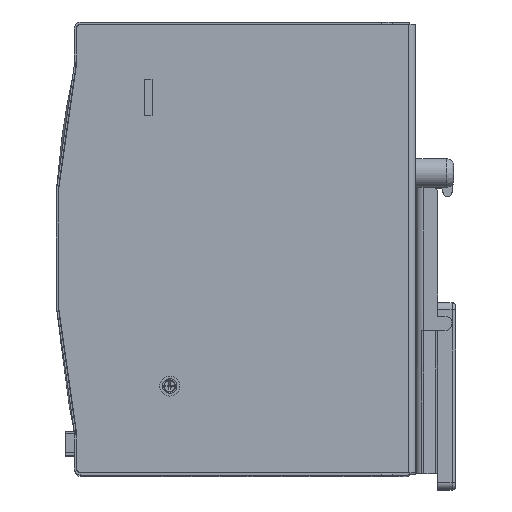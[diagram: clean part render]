
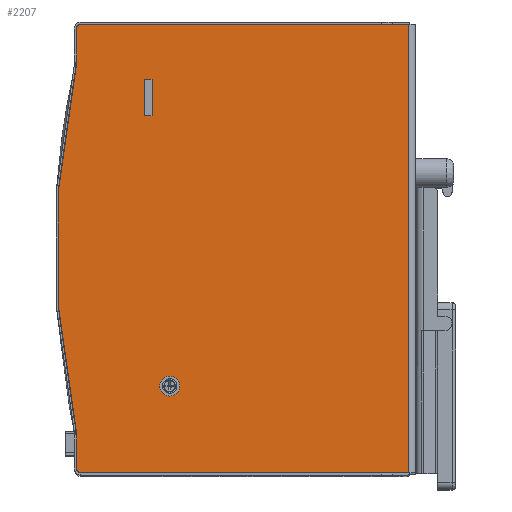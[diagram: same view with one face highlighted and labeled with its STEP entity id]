
A CAD part, top view. The second image highlights one B-rep face of the part: STEP entity #2207.
In plain terms, the highlighted planar face has unit normal (0, 0, 1).
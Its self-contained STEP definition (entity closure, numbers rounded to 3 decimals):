
#1120=CARTESIAN_POINT('',(-40.368,-1.894,227.));
#1121=VERTEX_POINT('',#1120);
#1122=CARTESIAN_POINT('',(-43.118,-1.894,227.));
#1123=DIRECTION('',(0.0,0.0,-1.0));
#1124=DIRECTION('',(1.0,0.0,0.0));
#1125=AXIS2_PLACEMENT_3D('',#1122,#1123,#1124);
#1126=CIRCLE('',#1125,2.75);
#1127=EDGE_CURVE('',#1121,#1121,#1126,.T.);
#1679=CARTESIAN_POINT('',(-50.018,72.856,227.));
#1680=VERTEX_POINT('',#1679);
#1681=CARTESIAN_POINT('',(-50.018,82.856,227.));
#1682=VERTEX_POINT('',#1681);
#1683=CARTESIAN_POINT('',(-50.018,72.856,227.));
#1684=DIRECTION('',(0.0,1.0,0.0));
#1685=VECTOR('',#1684,10.0);
#1686=LINE('',#1683,#1685);
#1687=EDGE_CURVE('',#1680,#1682,#1686,.T.);
#1750=CARTESIAN_POINT('',(-48.018,82.856,227.));
#1751=VERTEX_POINT('',#1750);
#1752=CARTESIAN_POINT('',(-50.018,82.856,227.));
#1753=DIRECTION('',(1.0,0.0,0.0));
#1754=VECTOR('',#1753,2.);
#1755=LINE('',#1752,#1754);
#1756=EDGE_CURVE('',#1682,#1751,#1755,.T.);
#1834=CARTESIAN_POINT('',(-48.018,72.856,227.));
#1835=VERTEX_POINT('',#1834);
#1836=CARTESIAN_POINT('',(-48.018,82.856,227.));
#1837=DIRECTION('',(0.0,-1.0,0.0));
#1838=VECTOR('',#1837,10.0);
#1839=LINE('',#1836,#1838);
#1840=EDGE_CURVE('',#1751,#1835,#1839,.T.);
#1865=CARTESIAN_POINT('',(-48.018,72.856,227.));
#1866=DIRECTION('',(-1.0,0.0,0.0));
#1867=VECTOR('',#1866,2.);
#1868=LINE('',#1865,#1867);
#1869=EDGE_CURVE('',#1835,#1680,#1868,.T.);
#2031=CARTESIAN_POINT('',(22.882,-25.894,227.));
#2032=VERTEX_POINT('',#2031);
#2040=CARTESIAN_POINT('',(-67.618,-25.894,227.));
#2041=VERTEX_POINT('',#2040);
#2042=CARTESIAN_POINT('',(22.882,-25.894,227.));
#2043=DIRECTION('',(-1.0,0.0,0.0));
#2044=VECTOR('',#2043,90.5);
#2045=LINE('',#2042,#2044);
#2046=EDGE_CURVE('',#2032,#2041,#2045,.T.);
#2104=CARTESIAN_POINT('',(22.882,98.106,227.));
#2105=VERTEX_POINT('',#2104);
#2113=CARTESIAN_POINT('',(22.882,98.106,227.));
#2114=DIRECTION('',(0.0,-1.0,0.0));
#2115=VECTOR('',#2114,124.);
#2116=LINE('',#2113,#2115);
#2117=EDGE_CURVE('',#2105,#2032,#2116,.T.);
#2122=CARTESIAN_POINT('',(-22.789,36.106,227.));
#2123=DIRECTION('',(0.0,0.0,1.0));
#2124=DIRECTION('',(1.0,0.0,0.0));
#2125=AXIS2_PLACEMENT_3D('',#2122,#2123,#2124);
#2126=PLANE('',#2125);
#2127=ORIENTED_EDGE('',*,*,#2117,.F.);
#2128=CARTESIAN_POINT('',(-67.618,98.106,227.));
#2129=VERTEX_POINT('',#2128);
#2130=CARTESIAN_POINT('',(-67.618,98.106,227.));
#2131=DIRECTION('',(1.0,0.0,0.0));
#2132=VECTOR('',#2131,90.5);
#2133=LINE('',#2130,#2132);
#2134=EDGE_CURVE('',#2129,#2105,#2133,.T.);
#2135=ORIENTED_EDGE('',*,*,#2134,.F.);
#2136=CARTESIAN_POINT('',(-69.018,96.706,227.));
#2137=VERTEX_POINT('',#2136);
#2138=CARTESIAN_POINT('',(-67.618,96.706,227.));
#2139=DIRECTION('',(0.0,0.0,-1.0));
#2140=DIRECTION('',(0.0,1.0,0.0));
#2141=AXIS2_PLACEMENT_3D('',#2138,#2139,#2140);
#2142=CIRCLE('',#2141,1.4);
#2143=EDGE_CURVE('',#2137,#2129,#2142,.T.);
#2144=ORIENTED_EDGE('',*,*,#2143,.F.);
#2145=CARTESIAN_POINT('',(-69.018,87.876,227.));
#2146=VERTEX_POINT('',#2145);
#2147=CARTESIAN_POINT('',(-69.018,87.876,227.));
#2148=DIRECTION('',(0.0,1.0,0.0));
#2149=VECTOR('',#2148,8.83);
#2150=LINE('',#2147,#2149);
#2151=EDGE_CURVE('',#2146,#2137,#2150,.T.);
#2152=ORIENTED_EDGE('',*,*,#2151,.F.);
#2153=CARTESIAN_POINT('',(-69.477,83.548,227.));
#2154=VERTEX_POINT('',#2153);
#2155=CARTESIAN_POINT('',(-89.618,87.876,227.));
#2156=DIRECTION('',(0.0,0.0,1.));
#2157=DIRECTION('',(-0.978,0.21,0.0));
#2158=AXIS2_PLACEMENT_3D('',#2155,#2156,#2157);
#2159=CIRCLE('',#2158,20.6);
#2160=EDGE_CURVE('',#2154,#2146,#2159,.T.);
#2161=ORIENTED_EDGE('',*,*,#2160,.F.);
#2162=CARTESIAN_POINT('',(-69.477,-11.336,227.));
#2163=VERTEX_POINT('',#2162);
#2164=CARTESIAN_POINT('',(151.283,36.106,227.));
#2165=DIRECTION('',(0.0,0.0,-1.0));
#2166=DIRECTION('',(-0.978,0.21,0.0));
#2167=AXIS2_PLACEMENT_3D('',#2164,#2165,#2166);
#2168=CIRCLE('',#2167,225.801);
#2169=EDGE_CURVE('',#2163,#2154,#2168,.T.);
#2170=ORIENTED_EDGE('',*,*,#2169,.F.);
#2171=CARTESIAN_POINT('',(-69.018,-15.665,227.));
#2172=VERTEX_POINT('',#2171);
#2173=CARTESIAN_POINT('',(-89.618,-15.665,227.));
#2174=DIRECTION('',(0.0,0.0,1.0));
#2175=DIRECTION('',(-1.0,0.0,0.0));
#2176=AXIS2_PLACEMENT_3D('',#2173,#2174,#2175);
#2177=CIRCLE('',#2176,20.6);
#2178=EDGE_CURVE('',#2172,#2163,#2177,.T.);
#2179=ORIENTED_EDGE('',*,*,#2178,.F.);
#2180=CARTESIAN_POINT('',(-69.018,-24.494,227.));
#2181=VERTEX_POINT('',#2180);
#2182=CARTESIAN_POINT('',(-69.018,-24.494,227.));
#2183=DIRECTION('',(0.0,1.0,0.0));
#2184=VECTOR('',#2183,8.83);
#2185=LINE('',#2182,#2184);
#2186=EDGE_CURVE('',#2181,#2172,#2185,.T.);
#2187=ORIENTED_EDGE('',*,*,#2186,.F.);
#2188=CARTESIAN_POINT('',(-67.618,-24.494,227.));
#2189=DIRECTION('',(0.0,0.0,-1.0));
#2190=DIRECTION('',(-1.0,0.0,0.0));
#2191=AXIS2_PLACEMENT_3D('',#2188,#2189,#2190);
#2192=CIRCLE('',#2191,1.4);
#2193=EDGE_CURVE('',#2041,#2181,#2192,.T.);
#2194=ORIENTED_EDGE('',*,*,#2193,.F.);
#2195=ORIENTED_EDGE('',*,*,#2046,.F.);
#2196=EDGE_LOOP('',(#2127,#2135,#2144,#2152,#2161,#2170,#2179,#2187,#2194,#2195));
#2197=FACE_OUTER_BOUND('',#2196,.T.);
#2198=ORIENTED_EDGE('',*,*,#1127,.T.);
#2199=EDGE_LOOP('',(#2198));
#2200=FACE_BOUND('',#2199,.T.);
#2201=ORIENTED_EDGE('',*,*,#1840,.T.);
#2202=ORIENTED_EDGE('',*,*,#1869,.T.);
#2203=ORIENTED_EDGE('',*,*,#1687,.T.);
#2204=ORIENTED_EDGE('',*,*,#1756,.T.);
#2205=EDGE_LOOP('',(#2201,#2202,#2203,#2204));
#2206=FACE_BOUND('',#2205,.T.);
#2207=ADVANCED_FACE('',(#2197,#2200,#2206),#2126,.T.);
